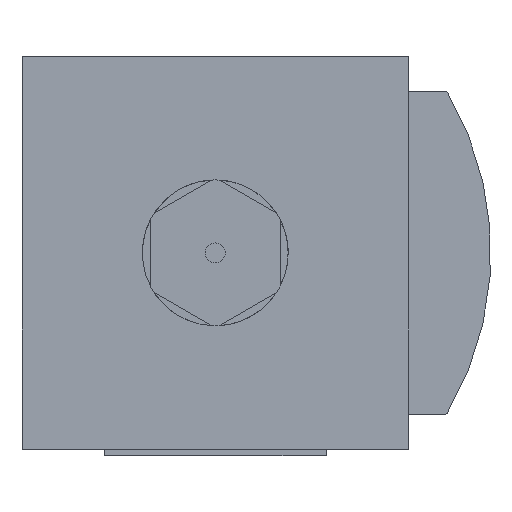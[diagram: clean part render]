
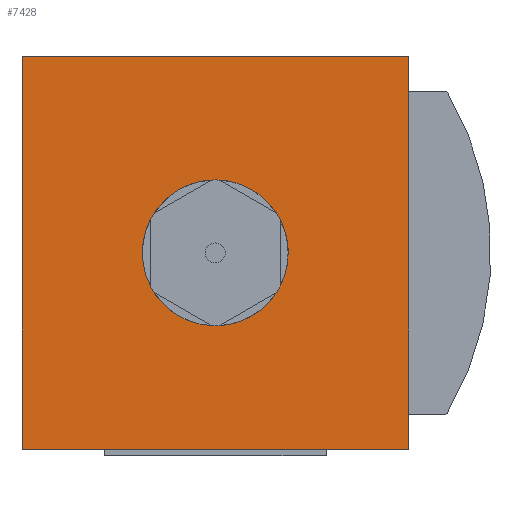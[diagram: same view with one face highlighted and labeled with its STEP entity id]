
A CAD part, front view. The second image highlights one B-rep face of the part: STEP entity #7428.
In plain terms, the highlighted planar face has unit normal (0, -1, 0).
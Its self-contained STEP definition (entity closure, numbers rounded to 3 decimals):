
#92=CIRCLE('',#7799,23.);
#682=ORIENTED_EDGE('',*,*,#2071,.F.);
#683=ORIENTED_EDGE('',*,*,#1955,.F.);
#684=ORIENTED_EDGE('',*,*,#1932,.F.);
#685=ORIENTED_EDGE('',*,*,#1961,.F.);
#686=ORIENTED_EDGE('',*,*,#1916,.F.);
#1916=EDGE_CURVE('',#2640,#2641,#3146,.T.);
#1932=EDGE_CURVE('',#2656,#2657,#3162,.T.);
#1955=EDGE_CURVE('',#2657,#2640,#3181,.T.);
#1961=EDGE_CURVE('',#2641,#2656,#3187,.T.);
#2071=EDGE_CURVE('',#2746,#2746,#92,.F.);
#2640=VERTEX_POINT('',#9978);
#2641=VERTEX_POINT('',#9980);
#2656=VERTEX_POINT('',#10011);
#2657=VERTEX_POINT('',#10013);
#2746=VERTEX_POINT('',#10286);
#3146=LINE('',#9979,#3757);
#3162=LINE('',#10012,#3773);
#3181=LINE('',#10057,#3792);
#3187=LINE('',#10070,#3798);
#3757=VECTOR('',#8393,1000.);
#3773=VECTOR('',#8411,1000.);
#3792=VECTOR('',#8448,1000.);
#3798=VECTOR('',#8458,1000.);
#4323=EDGE_LOOP('',(#682));
#4324=EDGE_LOOP('',(#683,#684,#685,#686));
#4694=FACE_BOUND('',#4323,.T.);
#4695=FACE_BOUND('',#4324,.T.);
#5028=PLANE('',#7798);
#7428=ADVANCED_FACE('',(#4694,#4695),#5028,.F.);
#7798=AXIS2_PLACEMENT_3D('',#10284,#8662,#8663);
#7799=AXIS2_PLACEMENT_3D('',#10285,#8664,#8665);
#8393=DIRECTION('',(1.,0.,0.));
#8411=DIRECTION('',(-1.,0.,0.));
#8448=DIRECTION('',(0.,0.,1.));
#8458=DIRECTION('',(0.,0.,-1.));
#8662=DIRECTION('',(0.,1.,0.));
#8663=DIRECTION('',(0.,0.,1.));
#8664=DIRECTION('',(0.,1.,0.));
#8665=DIRECTION('',(0.,0.,1.));
#9978=CARTESIAN_POINT('',(-61.,-80.,62.));
#9979=CARTESIAN_POINT('',(-61.,-80.,62.));
#9980=CARTESIAN_POINT('',(61.,-80.,62.));
#10011=CARTESIAN_POINT('',(61.,-80.,-62.));
#10012=CARTESIAN_POINT('',(61.,-80.,-62.));
#10013=CARTESIAN_POINT('',(-61.,-80.,-62.));
#10057=CARTESIAN_POINT('',(-61.,-80.,-62.));
#10070=CARTESIAN_POINT('',(61.,-80.,62.));
#10284=CARTESIAN_POINT('',(0.,-80.,0.));
#10285=CARTESIAN_POINT('',(0.,-80.,0.));
#10286=CARTESIAN_POINT('',(0.,-80.,23.));
